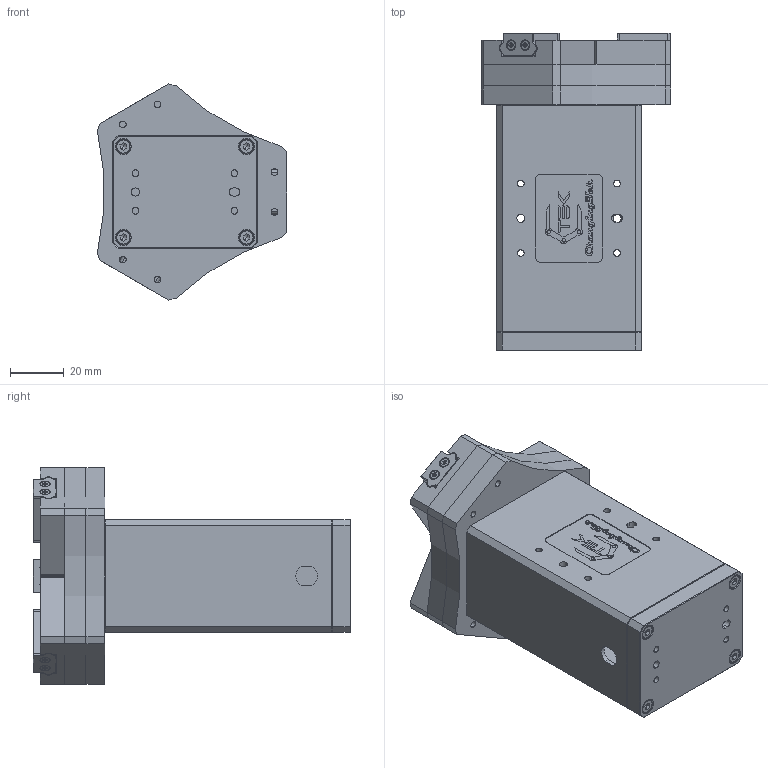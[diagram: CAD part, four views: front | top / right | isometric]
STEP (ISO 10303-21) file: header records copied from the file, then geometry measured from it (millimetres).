
FILE_DESCRIPTION (( 'STEP AP203' ), '1' );
FILE_NAME ('CTPM3F10-2022爛12堎載陔.STEP', '2022-12-07T02:48:00', ( '' ), ( '' ), 'SwSTEP 2.0', 'SolidWorks 2016', '' );
FILE_SCHEMA (( 'CONFIG_CONTROL_DESIGN' ));
Length unit declared in the file: millimetre
Products named in the file (1): CTPM3F10-2022爛12堎載陔
Bounding box: 70.72 x 118.7 x 80.82 mm (x, y, z)
Surface area: 51120.7 mm2 (no closed solid volume)
Topology: 0 solids, 119 shells, 876 faces, 3699 edges, 2850 vertices
Faces by surface type: plane 480, cylinder 200, bspline 83, cone 65, sphere 48
Entity records: 39419 total; most frequent: CARTESIAN_POINT 11149, DIRECTION 5561, ORIENTED_EDGE 4977, EDGE_CURVE 3547, VERTEX_POINT 2778, LINE 2169, VECTOR 2169, AXIS2_PLACEMENT_3D 1696
